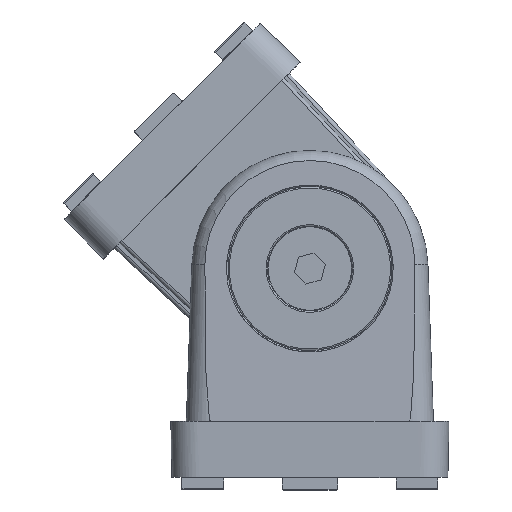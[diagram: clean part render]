
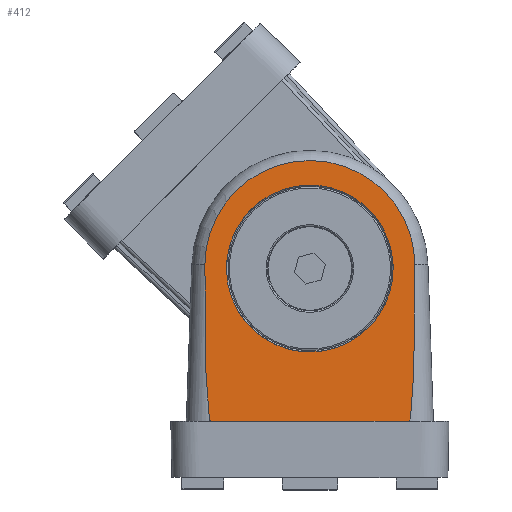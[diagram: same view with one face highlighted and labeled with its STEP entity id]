
A CAD part, top view. The second image highlights one B-rep face of the part: STEP entity #412.
In plain terms, the highlighted face is planar.
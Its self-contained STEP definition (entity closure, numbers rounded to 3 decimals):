
#412 = ADVANCED_FACE( '', ( #664, #665 ), #666, .T. );
#664 = FACE_BOUND( '', #1223, .T. );
#665 = FACE_OUTER_BOUND( '', #1224, .T. );
#666 = PLANE( '', #1225 );
#1223 = EDGE_LOOP( '', ( #1832 ) );
#1224 = EDGE_LOOP( '', ( #1833, #1834, #1835, #1836 ) );
#1225 = AXIS2_PLACEMENT_3D( '', #1837, #1838, #1839 );
#1832 = ORIENTED_EDGE( '', *, *, #3821, .F. );
#1833 = ORIENTED_EDGE( '', *, *, #3822, .F. );
#1834 = ORIENTED_EDGE( '', *, *, #3823, .F. );
#1835 = ORIENTED_EDGE( '', *, *, #3824, .T. );
#1836 = ORIENTED_EDGE( '', *, *, #3825, .F. );
#1837 = CARTESIAN_POINT( '', ( 19.302, 18., 22. ) );
#1838 = DIRECTION( '', ( 1., 0.017, 0. ) );
#1839 = DIRECTION( '', ( -0.017, 1., 0. ) );
#3821 = EDGE_CURVE( '', #4442, #4442, #4443, .T. );
#3822 = EDGE_CURVE( '', #4444, #4445, #4446, .T. );
#3823 = EDGE_CURVE( '', #4447, #4444, #4448, .F. );
#3824 = EDGE_CURVE( '', #4447, #4449, #4450, .T. );
#3825 = EDGE_CURVE( '', #4445, #4449, #4451, .F. );
#4442 = VERTEX_POINT( '', #5492 );
#4443 = ELLIPSE( '', #5493, 12.002, 12. );
#4444 = VERTEX_POINT( '', #5494 );
#4445 = VERTEX_POINT( '', #5495 );
#4446 = B_SPLINE_CURVE_WITH_KNOTS( '', 3, ( #5496, #5497, #5498, #5499, #5500, #5501, #5502, #5503, #5504, #5505, #5506, #5507, #5508, #5509, #5510, #5511, #5512, #5513, #5514, #5515, #5516, #5517, #5518, #5519, #5520, #5521, #5522, #5523, #5524, #5525, #5526, #5527, #5528, #5529, #5530, #5531, #5532, #5533, #5534, #5535, #5536, #5537, #5538, #5539, #5540, #5541, #5542 ), .UNSPECIFIED., .F., .F., ( 4, 2, 2, 2, 2, 2, 2, 2, 2, 1, 2, 2, 2, 2, 2, 2, 2, 2, 2, 2, 2, 2, 2, 4 ), ( 0., 0.003, 0.004, 0.006, 0.009, 0.01, 0.012, 0.015, 0.016, 0.018, 0.019, 0.021, 0.024, 0.025, 0.027, 0.029, 0.031, 0.032, 0.035, 0.038, 0.04, 0.041, 0.044, 0.047 ), .UNSPECIFIED. );
#4447 = VERTEX_POINT( '', #5543 );
#4448 = ELLIPSE( '', #5544, 200.668, 3.5 );
#4449 = VERTEX_POINT( '', #5545 );
#4450 = B_SPLINE_CURVE_WITH_KNOTS( '', 1, ( #5546, #5547 ), .UNSPECIFIED., .F., .F., ( 2, 2 ), ( 0., 1. ), .UNSPECIFIED. );
#4451 = ELLIPSE( '', #5548, 200.668, 3.5 );
#5492 = CARTESIAN_POINT( '', ( 19.825, -12., 0. ) );
#5493 = AXIS2_PLACEMENT_3D( '', #7325, #7326, #7327 );
#5494 = CARTESIAN_POINT( '', ( 19.607, 0.527, 15.103 ) );
#5495 = CARTESIAN_POINT( '', ( 19.607, 0.527, -15.103 ) );
#5496 = CARTESIAN_POINT( '', ( 19.607, 0.527, 15.103 ) );
#5497 = CARTESIAN_POINT( '', ( 19.589, 1.521, 15.101 ) );
#5498 = CARTESIAN_POINT( '', ( 19.572, 2.498, 15.002 ) );
#5499 = CARTESIAN_POINT( '', ( 19.547, 3.941, 14.711 ) );
#5500 = CARTESIAN_POINT( '', ( 19.539, 4.417, 14.59 ) );
#5501 = CARTESIAN_POINT( '', ( 19.522, 5.363, 14.301 ) );
#5502 = CARTESIAN_POINT( '', ( 19.514, 5.832, 14.131 ) );
#5503 = CARTESIAN_POINT( '', ( 19.49, 7.196, 13.559 ) );
#5504 = CARTESIAN_POINT( '', ( 19.475, 8.059, 13.094 ) );
#5505 = CARTESIAN_POINT( '', ( 19.454, 9.284, 12.269 ) );
#5506 = CARTESIAN_POINT( '', ( 19.447, 9.682, 11.971 ) );
#5507 = CARTESIAN_POINT( '', ( 19.434, 10.445, 11.339 ) );
#5508 = CARTESIAN_POINT( '', ( 19.427, 10.809, 11.006 ) );
#5509 = CARTESIAN_POINT( '', ( 19.409, 11.846, 9.961 ) );
#5510 = CARTESIAN_POINT( '', ( 19.398, 12.466, 9.201 ) );
#5511 = CARTESIAN_POINT( '', ( 19.384, 13.288, 7.962 ) );
#5512 = CARTESIAN_POINT( '', ( 19.38, 13.542, 7.534 ) );
#5513 = CARTESIAN_POINT( '', ( 19.372, 14.004, 6.665 ) );
#5514 = CARTESIAN_POINT( '', ( 19.364, 14.421, 5.776 ) );
#5515 = CARTESIAN_POINT( '', ( 19.359, 14.75, 4.851 ) );
#5516 = CARTESIAN_POINT( '', ( 19.354, 15.035, 3.908 ) );
#5517 = CARTESIAN_POINT( '', ( 19.351, 15.156, 3.424 ) );
#5518 = CARTESIAN_POINT( '', ( 19.346, 15.443, 1.968 ) );
#5519 = CARTESIAN_POINT( '', ( 19.345, 15.538, 0.992 ) );
#5520 = CARTESIAN_POINT( '', ( 19.345, 15.539, -0.482 ) );
#5521 = CARTESIAN_POINT( '', ( 19.345, 15.516, -0.974 ) );
#5522 = CARTESIAN_POINT( '', ( 19.347, 15.42, -1.962 ) );
#5523 = CARTESIAN_POINT( '', ( 19.348, 15.347, -2.453 ) );
#5524 = CARTESIAN_POINT( '', ( 19.353, 15.062, -3.9 ) );
#5525 = CARTESIAN_POINT( '', ( 19.358, 14.78, -4.839 ) );
#5526 = CARTESIAN_POINT( '', ( 19.368, 14.218, -6.208 ) );
#5527 = CARTESIAN_POINT( '', ( 19.372, 14.006, -6.66 ) );
#5528 = CARTESIAN_POINT( '', ( 19.38, 13.543, -7.533 ) );
#5529 = CARTESIAN_POINT( '', ( 19.384, 13.292, -7.956 ) );
#5530 = CARTESIAN_POINT( '', ( 19.398, 12.479, -9.182 ) );
#5531 = CARTESIAN_POINT( '', ( 19.409, 11.861, -9.945 ) );
#5532 = CARTESIAN_POINT( '', ( 19.433, 10.462, -11.357 ) );
#5533 = CARTESIAN_POINT( '', ( 19.447, 9.704, -11.984 ) );
#5534 = CARTESIAN_POINT( '', ( 19.468, 8.485, -12.807 ) );
#5535 = CARTESIAN_POINT( '', ( 19.475, 8.065, -13.062 ) );
#5536 = CARTESIAN_POINT( '', ( 19.49, 7.196, -13.532 ) );
#5537 = CARTESIAN_POINT( '', ( 19.498, 6.746, -13.748 ) );
#5538 = CARTESIAN_POINT( '', ( 19.522, 5.381, -14.32 ) );
#5539 = CARTESIAN_POINT( '', ( 19.538, 4.444, -14.608 ) );
#5540 = CARTESIAN_POINT( '', ( 19.572, 2.517, -15. ) );
#5541 = CARTESIAN_POINT( '', ( 19.589, 1.522, -15.101 ) );
#5542 = CARTESIAN_POINT( '', ( 19.607, 0.527, -15.103 ) );
#5543 = CARTESIAN_POINT( '', ( 20., -22., 14.276 ) );
#5544 = AXIS2_PLACEMENT_3D( '', #7328, #7329, #7330 );
#5545 = CARTESIAN_POINT( '', ( 20., -22., -14.276 ) );
#5546 = CARTESIAN_POINT( '', ( 20., -22., 14.276 ) );
#5547 = CARTESIAN_POINT( '', ( 20., -22., -14.276 ) );
#5548 = AXIS2_PLACEMENT_3D( '', #7331, #7332, #7333 );
#7325 = CARTESIAN_POINT( '', ( 19.616, 0., 0. ) );
#7326 = DIRECTION( '', ( 1., 0.017, 0. ) );
#7327 = DIRECTION( '', ( 0.017, -1., 0. ) );
#7328 = CARTESIAN_POINT( '', ( 16.5, 178.515, 7.275 ) );
#7329 = DIRECTION( '', ( 1., 0.017, 0. ) );
#7330 = DIRECTION( '', ( -0.017, 0.999, -0.035 ) );
#7331 = CARTESIAN_POINT( '', ( 16.5, 178.515, -7.275 ) );
#7332 = DIRECTION( '', ( 1., 0.017, 0. ) );
#7333 = DIRECTION( '', ( 0.017, -0.999, -0.035 ) );
